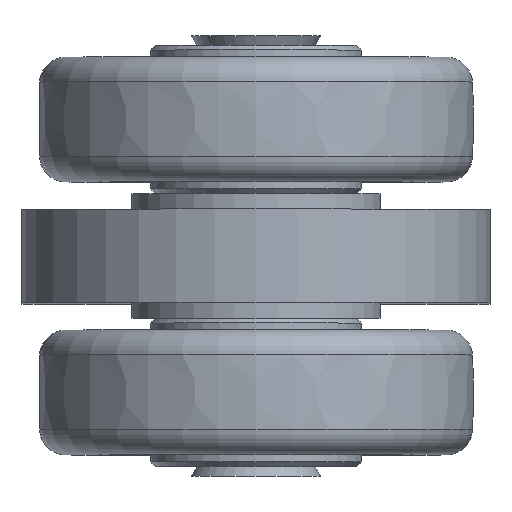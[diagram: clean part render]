
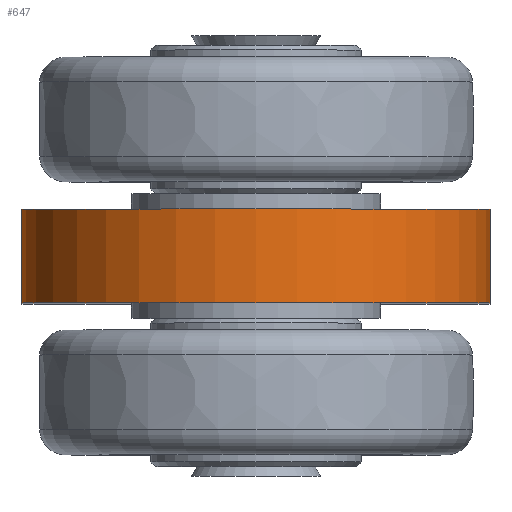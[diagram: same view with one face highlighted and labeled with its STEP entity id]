
A CAD part, top view. The second image highlights one B-rep face of the part: STEP entity #647.
In plain terms, the highlighted cylindrical face has radius 15 mm (diameter 30 mm), a partial arc.
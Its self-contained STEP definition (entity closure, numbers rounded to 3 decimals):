
#647=ADVANCED_FACE('',(#1221),#1222,.T.);
#1221=FACE_OUTER_BOUND('',#1805,.T.);
#1222=CYLINDRICAL_SURFACE('',#1806,15.);
#1805=EDGE_LOOP('',(#2623,#2624,#2625,#2626));
#1806=AXIS2_PLACEMENT_3D('',#2627,#2628,#2629);
#2623=ORIENTED_EDGE('',*,*,#3040,.F.);
#2624=ORIENTED_EDGE('',*,*,#2917,.T.);
#2625=ORIENTED_EDGE('',*,*,#2857,.T.);
#2626=ORIENTED_EDGE('',*,*,#2911,.F.);
#2627=CARTESIAN_POINT('',(-3110.992,9711.305,297.405));
#2628=DIRECTION('',(0.,-1.,0.));
#2629=DIRECTION('',(0.,0.,1.));
#2857=EDGE_CURVE('',#3180,#3178,#3181,.T.);
#2911=EDGE_CURVE('',#3267,#3178,#3269,.T.);
#2917=EDGE_CURVE('',#3278,#3180,#3279,.T.);
#3040=EDGE_CURVE('',#3278,#3267,#3468,.T.);
#3178=VERTEX_POINT('',#3976);
#3180=VERTEX_POINT('',#3979);
#3181=CIRCLE('',#3980,15.);
#3267=VERTEX_POINT('',#4621);
#3269=LINE('',#4624,#4625);
#3278=VERTEX_POINT('',#4813);
#3279=LINE('',#4814,#4815);
#3468=CIRCLE('',#6470,15.);
#3976=CARTESIAN_POINT('',(-3095.992,9711.305,297.405));
#3979=CARTESIAN_POINT('',(-3125.992,9711.305,297.405));
#3980=AXIS2_PLACEMENT_3D('',#7183,#7184,#7185);
#4621=CARTESIAN_POINT('',(-3095.992,9717.305,297.405));
#4624=CARTESIAN_POINT('',(-3095.992,9711.305,297.405));
#4625=VECTOR('',#7267,1.);
#4813=CARTESIAN_POINT('',(-3125.992,9717.305,297.405));
#4814=CARTESIAN_POINT('',(-3125.992,9711.305,297.405));
#4815=VECTOR('',#7271,1.);
#6470=AXIS2_PLACEMENT_3D('',#7424,#7425,#7426);
#7183=CARTESIAN_POINT('',(-3110.992,9711.305,297.405));
#7184=DIRECTION('',(0.,1.,0.));
#7185=DIRECTION('',(0.,0.,1.));
#7267=DIRECTION('',(0.,-1.,0.));
#7271=DIRECTION('',(0.,-1.,0.));
#7424=CARTESIAN_POINT('',(-3110.992,9717.305,297.405));
#7425=DIRECTION('',(0.,1.,0.));
#7426=DIRECTION('',(0.,0.,1.));
